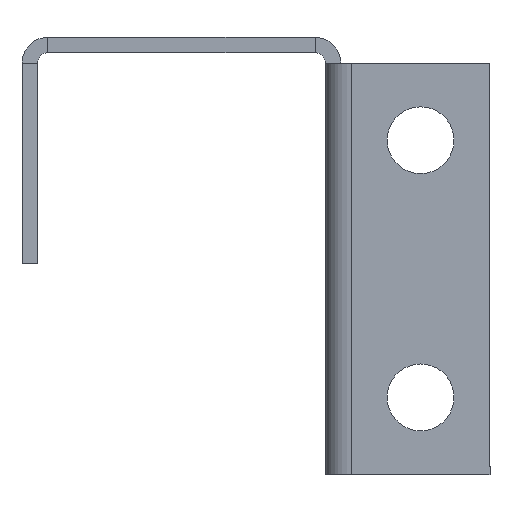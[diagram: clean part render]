
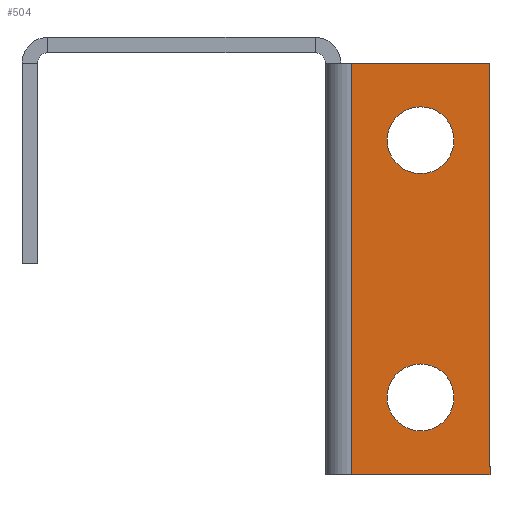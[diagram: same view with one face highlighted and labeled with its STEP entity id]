
A CAD part, left-side view. The second image highlights one B-rep face of the part: STEP entity #504.
In plain terms, the highlighted planar face has unit normal (-1, 0, 0).
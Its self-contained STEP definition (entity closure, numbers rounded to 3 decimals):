
#28 = VECTOR ( 'NONE', #1824, 1000. ) ;
#46 = EDGE_CURVE ( 'NONE', #1244, #1014, #118, .T. ) ;
#87 = EDGE_LOOP ( 'NONE', ( #3063 ) ) ;
#104 = VERTEX_POINT ( 'NONE', #1609 ) ;
#118 = LINE ( 'NONE', #1842, #28 ) ;
#129 = EDGE_CURVE ( 'NONE', #1014, #1081, #3589, .T. ) ;
#151 = VERTEX_POINT ( 'NONE', #1765 ) ;
#504 = ADVANCED_FACE ( 'NONE', ( #2547, #2425, #2427 ), #2957, .F. ) ;
#565 = CIRCLE ( 'NONE', #3690, 3.25 ) ;
#799 = AXIS2_PLACEMENT_3D ( 'NONE', #2898, #2889, #2887 ) ;
#853 = AXIS2_PLACEMENT_3D ( 'NONE', #3557, #3547, #3495 ) ;
#992 = CARTESIAN_POINT ( 'NONE',  ( -526.5, -45.5, -42.5 ) ) ;
#1014 = VERTEX_POINT ( 'NONE', #1509 ) ;
#1081 = VERTEX_POINT ( 'NONE', #3069 ) ;
#1175 = VERTEX_POINT ( 'NONE', #1324 ) ;
#1244 = VERTEX_POINT ( 'NONE', #992 ) ;
#1324 = CARTESIAN_POINT ( 'NONE',  ( -526.5, -32., -42.5 ) ) ;
#1348 = DIRECTION ( 'NONE',  ( 0., -1., 0. ) ) ;
#1353 = DIRECTION ( 'NONE',  ( -1., 0., 0. ) ) ;
#1354 = CARTESIAN_POINT ( 'NONE',  ( -526.5, -38.75, -35. ) ) ;
#1478 = CARTESIAN_POINT ( 'NONE',  ( -526.5, 0., -42.5 ) ) ;
#1509 = CARTESIAN_POINT ( 'NONE',  ( -526.5, -45.5, -2.5 ) ) ;
#1513 = EDGE_CURVE ( 'NONE', #1175, #1244, #2968, .T. ) ;
#1609 = CARTESIAN_POINT ( 'NONE',  ( -526.5, -42., -10. ) ) ;
#1765 = CARTESIAN_POINT ( 'NONE',  ( -526.5, -42., -35. ) ) ;
#1824 = DIRECTION ( 'NONE',  ( 0., 0., 1. ) ) ;
#1842 = CARTESIAN_POINT ( 'NONE',  ( -526.5, -45.5, 0. ) ) ;
#1870 = VECTOR ( 'NONE', #3076, 1000. ) ;
#1912 = LINE ( 'NONE', #3115, #1870 ) ;
#1924 = CARTESIAN_POINT ( 'NONE',  ( -526.5, 0., -2.5 ) ) ;
#1951 = EDGE_CURVE ( 'NONE', #1175, #1081, #1912, .T. ) ;
#2009 = DIRECTION ( 'NONE',  ( 0., 1., 0. ) ) ;
#2137 = DIRECTION ( 'NONE',  ( 0., -1., 0. ) ) ;
#2353 = EDGE_LOOP ( 'NONE', ( #3099 ) ) ;
#2372 = EDGE_CURVE ( 'NONE', #151, #151, #565, .T. ) ;
#2425 = FACE_BOUND ( 'NONE', #2353, .T. ) ;
#2427 = FACE_OUTER_BOUND ( 'NONE', #3229, .T. ) ;
#2547 = FACE_BOUND ( 'NONE', #87, .T. ) ;
#2678 = CIRCLE ( 'NONE', #853, 3.25 ) ;
#2887 = DIRECTION ( 'NONE',  ( 0., 0., -1. ) ) ;
#2889 = DIRECTION ( 'NONE',  ( 1., 0., 0. ) ) ;
#2898 = CARTESIAN_POINT ( 'NONE',  ( -526.5, 0., 0. ) ) ;
#2917 = VECTOR ( 'NONE', #2137, 1000. ) ;
#2957 = PLANE ( 'NONE',  #799 ) ;
#2968 = LINE ( 'NONE', #1478, #2917 ) ;
#3063 = ORIENTED_EDGE ( 'NONE', *, *, #2372, .F. ) ;
#3069 = CARTESIAN_POINT ( 'NONE',  ( -526.5, -32., -2.5 ) ) ;
#3076 = DIRECTION ( 'NONE',  ( 0., 0., 1. ) ) ;
#3099 = ORIENTED_EDGE ( 'NONE', *, *, #3331, .F. ) ;
#3115 = CARTESIAN_POINT ( 'NONE',  ( -526.5, -32., -2.5 ) ) ;
#3160 = ORIENTED_EDGE ( 'NONE', *, *, #1951, .F. ) ;
#3201 = ORIENTED_EDGE ( 'NONE', *, *, #1513, .T. ) ;
#3229 = EDGE_LOOP ( 'NONE', ( #3160, #3201, #3249, #3286 ) ) ;
#3249 = ORIENTED_EDGE ( 'NONE', *, *, #46, .T. ) ;
#3286 = ORIENTED_EDGE ( 'NONE', *, *, #129, .T. ) ;
#3331 = EDGE_CURVE ( 'NONE', #104, #104, #2678, .T. ) ;
#3495 = DIRECTION ( 'NONE',  ( 0., -1., 0. ) ) ;
#3547 = DIRECTION ( 'NONE',  ( -1., 0., 0. ) ) ;
#3557 = CARTESIAN_POINT ( 'NONE',  ( -526.5, -38.75, -10. ) ) ;
#3586 = VECTOR ( 'NONE', #2009, 1000. ) ;
#3589 = LINE ( 'NONE', #1924, #3586 ) ;
#3690 = AXIS2_PLACEMENT_3D ( 'NONE', #1354, #1353, #1348 ) ;
